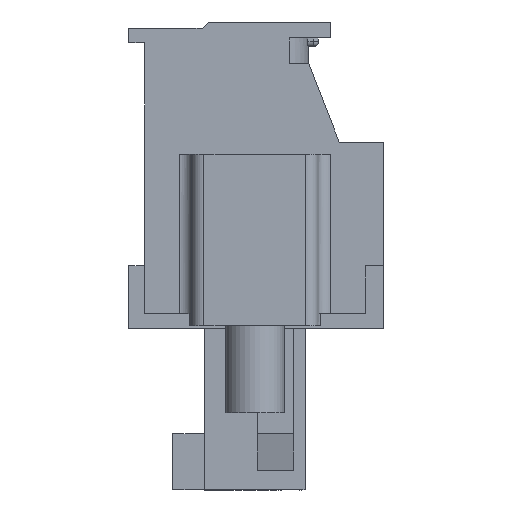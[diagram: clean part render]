
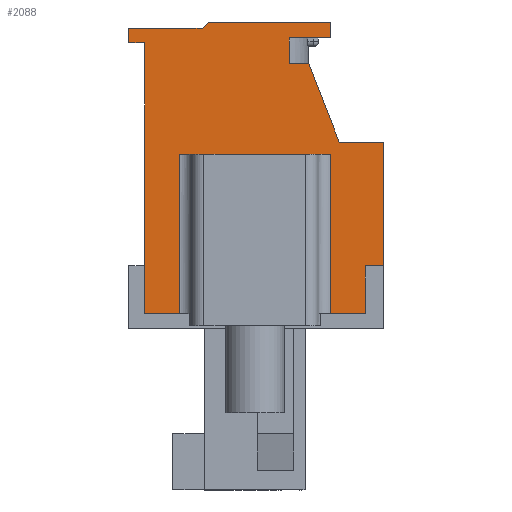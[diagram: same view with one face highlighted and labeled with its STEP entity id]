
A CAD part, left-side view. The second image highlights one B-rep face of the part: STEP entity #2088.
In plain terms, the highlighted planar face has unit normal (-1, 0, 0).
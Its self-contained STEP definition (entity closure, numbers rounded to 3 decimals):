
#2088 = ADVANCED_FACE( '', ( #4216 ), #4217, .T. );
#4216 = FACE_OUTER_BOUND( '', #6414, .T. );
#4217 = PLANE( '', #6415 );
#6414 = EDGE_LOOP( '', ( #12138, #12139, #12140, #12141, #12142, #12143, #12144, #12145, #12146, #12147, #12148, #12149, #12150, #12151, #12152, #12153, #12154, #12155, #12156, #12157 ) );
#6415 = AXIS2_PLACEMENT_3D( '', #12158, #12159, #12160 );
#12138 = ORIENTED_EDGE( '', *, *, #15756, .F. );
#12139 = ORIENTED_EDGE( '', *, *, #15757, .T. );
#12140 = ORIENTED_EDGE( '', *, *, #15312, .T. );
#12141 = ORIENTED_EDGE( '', *, *, #14550, .T. );
#12142 = ORIENTED_EDGE( '', *, *, #14795, .T. );
#12143 = ORIENTED_EDGE( '', *, *, #14309, .T. );
#12144 = ORIENTED_EDGE( '', *, *, #15758, .T. );
#12145 = ORIENTED_EDGE( '', *, *, #14986, .T. );
#12146 = ORIENTED_EDGE( '', *, *, #15759, .F. );
#12147 = ORIENTED_EDGE( '', *, *, #15458, .T. );
#12148 = ORIENTED_EDGE( '', *, *, #14364, .T. );
#12149 = ORIENTED_EDGE( '', *, *, #15097, .T. );
#12150 = ORIENTED_EDGE( '', *, *, #15760, .T. );
#12151 = ORIENTED_EDGE( '', *, *, #14114, .T. );
#12152 = ORIENTED_EDGE( '', *, *, #15761, .T. );
#12153 = ORIENTED_EDGE( '', *, *, #15762, .T. );
#12154 = ORIENTED_EDGE( '', *, *, #15763, .T. );
#12155 = ORIENTED_EDGE( '', *, *, #15186, .T. );
#12156 = ORIENTED_EDGE( '', *, *, #15314, .T. );
#12157 = ORIENTED_EDGE( '', *, *, #14062, .T. );
#12158 = CARTESIAN_POINT( '', ( -9.525, 0., 0. ) );
#12159 = DIRECTION( '', ( -1., 0., 0. ) );
#12160 = DIRECTION( '', ( 0., 0., 1. ) );
#14062 = EDGE_CURVE( '', #17150, #17148, #17151, .T. );
#14114 = EDGE_CURVE( '', #17236, #17237, #17238, .T. );
#14309 = EDGE_CURVE( '', #17558, #17556, #17559, .T. );
#14364 = EDGE_CURVE( '', #17648, #17646, #17649, .T. );
#14550 = EDGE_CURVE( '', #17945, #17943, #17946, .T. );
#14795 = EDGE_CURVE( '', #17943, #17558, #18309, .T. );
#14986 = EDGE_CURVE( '', #18588, #18589, #18590, .T. );
#15097 = EDGE_CURVE( '', #17646, #18741, #18742, .T. );
#15186 = EDGE_CURVE( '', #18861, #18859, #18862, .T. );
#15312 = EDGE_CURVE( '', #19027, #17945, #19028, .T. );
#15314 = EDGE_CURVE( '', #18859, #17150, #19030, .T. );
#15458 = EDGE_CURVE( '', #19209, #17648, #19210, .T. );
#15756 = EDGE_CURVE( '', #19555, #17148, #19556, .T. );
#15757 = EDGE_CURVE( '', #19555, #19027, #19557, .F. );
#15758 = EDGE_CURVE( '', #17556, #18588, #19558, .T. );
#15759 = EDGE_CURVE( '', #19209, #18589, #19559, .T. );
#15760 = EDGE_CURVE( '', #18741, #17236, #19560, .T. );
#15761 = EDGE_CURVE( '', #17237, #19561, #19562, .T. );
#15762 = EDGE_CURVE( '', #19561, #19563, #19564, .T. );
#15763 = EDGE_CURVE( '', #19563, #18861, #19565, .T. );
#17148 = VERTEX_POINT( '', #21480 );
#17150 = VERTEX_POINT( '', #21482 );
#17151 = LINE( '', #21483, #21484 );
#17236 = VERTEX_POINT( '', #21604 );
#17237 = VERTEX_POINT( '', #21605 );
#17238 = LINE( '', #21606, #21607 );
#17556 = VERTEX_POINT( '', #22103 );
#17558 = VERTEX_POINT( '', #22106 );
#17559 = LINE( '', #22107, #22108 );
#17646 = VERTEX_POINT( '', #22236 );
#17648 = VERTEX_POINT( '', #22239 );
#17649 = LINE( '', #22240, #22241 );
#17943 = VERTEX_POINT( '', #22667 );
#17945 = VERTEX_POINT( '', #22670 );
#17946 = LINE( '', #22671, #22672 );
#18309 = LINE( '', #23209, #23210 );
#18588 = VERTEX_POINT( '', #23633 );
#18589 = VERTEX_POINT( '', #23634 );
#18590 = LINE( '', #23635, #23636 );
#18741 = VERTEX_POINT( '', #23858 );
#18742 = LINE( '', #23859, #23860 );
#18859 = VERTEX_POINT( '', #24039 );
#18861 = VERTEX_POINT( '', #24042 );
#18862 = LINE( '', #24043, #24044 );
#19027 = VERTEX_POINT( '', #24334 );
#19028 = LINE( '', #24335, #24336 );
#19030 = LINE( '', #24338, #24339 );
#19209 = VERTEX_POINT( '', #24604 );
#19210 = LINE( '', #24605, #24606 );
#19555 = VERTEX_POINT( '', #25092 );
#19556 = LINE( '', #25093, #25094 );
#19557 = LINE( '', #25095, #25096 );
#19558 = LINE( '', #25097, #25098 );
#19559 = LINE( '', #25099, #25100 );
#19560 = LINE( '', #25101, #25102 );
#19561 = VERTEX_POINT( '', #25103 );
#19562 = LINE( '', #25104, #25105 );
#19563 = VERTEX_POINT( '', #25106 );
#19564 = LINE( '', #25107, #25108 );
#19565 = LINE( '', #25109, #25110 );
#21480 = CARTESIAN_POINT( '', ( -9.525, 3.075, 0.975 ) );
#21482 = CARTESIAN_POINT( '', ( -9.525, 3.075, -5.525 ) );
#21483 = CARTESIAN_POINT( '', ( -9.525, 3.075, 0. ) );
#21484 = VECTOR( '', #26115, 1000. );
#21604 = CARTESIAN_POINT( '', ( -9.525, 1.9, 6.375 ) );
#21605 = CARTESIAN_POINT( '', ( -9.525, 2.153, 6.125 ) );
#21606 = CARTESIAN_POINT( '', ( -9.525, 1.9, 6.375 ) );
#21607 = VECTOR( '', #26174, 1000. );
#22103 = CARTESIAN_POINT( '', ( -9.525, -5.25, 1.475 ) );
#22106 = CARTESIAN_POINT( '', ( -9.525, -5.25, -3.575 ) );
#22107 = CARTESIAN_POINT( '', ( -9.525, -5.25, -3.575 ) );
#22108 = VECTOR( '', #26349, 1000. );
#22236 = CARTESIAN_POINT( '', ( -9.525, -3.1, 5.725 ) );
#22239 = CARTESIAN_POINT( '', ( -9.525, -1.4, 5.725 ) );
#22240 = CARTESIAN_POINT( '', ( -9.525, -2.2, 5.725 ) );
#22241 = VECTOR( '', #26404, 1000. );
#22667 = CARTESIAN_POINT( '', ( -9.525, -4.5, -3.575 ) );
#22670 = CARTESIAN_POINT( '', ( -9.525, -4.5, -5.525 ) );
#22671 = CARTESIAN_POINT( '', ( -9.525, -4.5, -5.525 ) );
#22672 = VECTOR( '', #26613, 1000. );
#23209 = CARTESIAN_POINT( '', ( -9.525, -4.5, -3.575 ) );
#23210 = VECTOR( '', #26839, 1000. );
#23633 = CARTESIAN_POINT( '', ( -9.525, -3.45, 1.475 ) );
#23634 = CARTESIAN_POINT( '', ( -9.525, -2.2, 4.675 ) );
#23635 = CARTESIAN_POINT( '', ( -9.525, -3.45, 1.475 ) );
#23636 = VECTOR( '', #27016, 1000. );
#23858 = CARTESIAN_POINT( '', ( -9.525, -3.1, 6.375 ) );
#23859 = CARTESIAN_POINT( '', ( -9.525, -3.1, 5.725 ) );
#23860 = VECTOR( '', #27122, 1000. );
#24039 = CARTESIAN_POINT( '', ( -9.525, 4.5, -5.525 ) );
#24042 = CARTESIAN_POINT( '', ( -9.525, 4.5, 5.525 ) );
#24043 = CARTESIAN_POINT( '', ( -9.525, 4.5, 5.525 ) );
#24044 = VECTOR( '', #27201, 1000. );
#24334 = CARTESIAN_POINT( '', ( -9.525, -3.075, -5.525 ) );
#24335 = CARTESIAN_POINT( '', ( -9.525, 4.5, -5.525 ) );
#24336 = VECTOR( '', #27307, 1000. );
#24338 = CARTESIAN_POINT( '', ( -9.525, 4.5, -5.525 ) );
#24339 = VECTOR( '', #27311, 1000. );
#24604 = CARTESIAN_POINT( '', ( -9.525, -1.4, 4.675 ) );
#24605 = CARTESIAN_POINT( '', ( -9.525, -1.4, 4.675 ) );
#24606 = VECTOR( '', #27428, 1000. );
#25092 = CARTESIAN_POINT( '', ( -9.525, -3.075, 0.975 ) );
#25093 = CARTESIAN_POINT( '', ( -9.525, -2.575, 0.975 ) );
#25094 = VECTOR( '', #27648, 1000. );
#25095 = CARTESIAN_POINT( '', ( -9.525, -3.075, -5.525 ) );
#25096 = VECTOR( '', #27649, 1000. );
#25097 = CARTESIAN_POINT( '', ( -9.525, -5.25, 1.475 ) );
#25098 = VECTOR( '', #27650, 1000. );
#25099 = CARTESIAN_POINT( '', ( -9.525, -1.4, 4.675 ) );
#25100 = VECTOR( '', #27651, 1000. );
#25101 = CARTESIAN_POINT( '', ( -9.525, -3.1, 6.375 ) );
#25102 = VECTOR( '', #27652, 1000. );
#25103 = CARTESIAN_POINT( '', ( -9.525, 5.15, 6.125 ) );
#25104 = CARTESIAN_POINT( '', ( -9.525, 2.153, 6.125 ) );
#25105 = VECTOR( '', #27653, 1000. );
#25106 = CARTESIAN_POINT( '', ( -9.525, 5.15, 5.525 ) );
#25107 = CARTESIAN_POINT( '', ( -9.525, 5.15, 6.125 ) );
#25108 = VECTOR( '', #27654, 1000. );
#25109 = CARTESIAN_POINT( '', ( -9.525, 5.15, 5.525 ) );
#25110 = VECTOR( '', #27655, 1000. );
#26115 = DIRECTION( '', ( 0., 0., 1. ) );
#26174 = DIRECTION( '', ( 0., 0.711, -0.704 ) );
#26349 = DIRECTION( '', ( 0., 0., 1. ) );
#26404 = DIRECTION( '', ( 0., -1., 0. ) );
#26613 = DIRECTION( '', ( 0., 0., 1. ) );
#26839 = DIRECTION( '', ( 0., -1., 0. ) );
#27016 = DIRECTION( '', ( 0., 0.364, 0.931 ) );
#27122 = DIRECTION( '', ( 0., 0., 1. ) );
#27201 = DIRECTION( '', ( 0., 0., -1. ) );
#27307 = DIRECTION( '', ( 0., -1., 0. ) );
#27311 = DIRECTION( '', ( 0., -1., 0. ) );
#27428 = DIRECTION( '', ( 0., 0., 1. ) );
#27648 = DIRECTION( '', ( 0., 1., 0. ) );
#27649 = DIRECTION( '', ( 0., 0., 1. ) );
#27650 = DIRECTION( '', ( 0., 1., 0. ) );
#27651 = DIRECTION( '', ( 0., -1., 0. ) );
#27652 = DIRECTION( '', ( 0., 1., 0. ) );
#27653 = DIRECTION( '', ( 0., 1., 0. ) );
#27654 = DIRECTION( '', ( 0., 0., -1. ) );
#27655 = DIRECTION( '', ( 0., -1., 0. ) );
